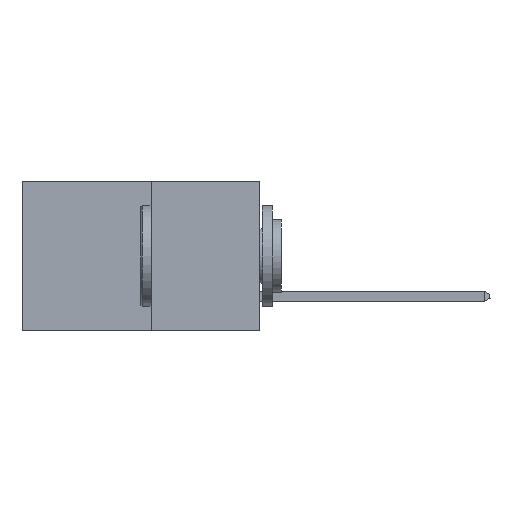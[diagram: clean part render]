
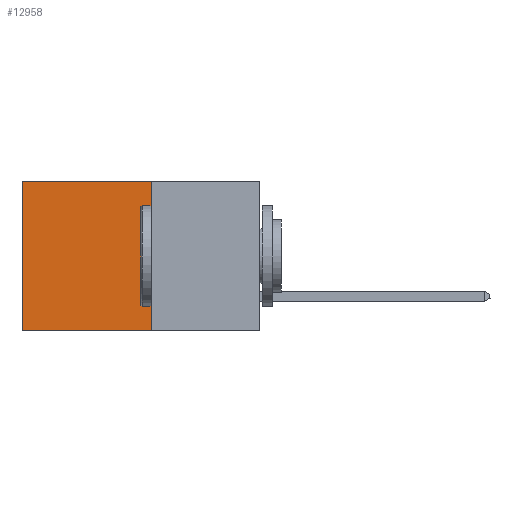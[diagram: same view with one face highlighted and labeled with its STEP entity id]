
A CAD part, left-side view. The second image highlights one B-rep face of the part: STEP entity #12958.
In plain terms, the highlighted planar face has unit normal (-1, 0, 0).
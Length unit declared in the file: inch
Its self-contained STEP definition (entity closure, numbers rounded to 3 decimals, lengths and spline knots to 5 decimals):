
#1853 = ORIENTED_EDGE ( 'NONE', *, *, #11628, .T. ) ;
#1876 = PLANE ( 'NONE',  #15860 ) ;
#2126 = LINE ( 'NONE', #7697, #5605 ) ;
#2320 = ORIENTED_EDGE ( 'NONE', *, *, #14121, .F. ) ;
#2333 = FACE_OUTER_BOUND ( 'NONE', #6121, .T. ) ;
#4847 = DIRECTION ( 'NONE',  ( 0., 0., -1. ) ) ;
#4963 = DIRECTION ( 'NONE',  ( 0., 0., -1. ) ) ;
#5605 = VECTOR ( 'NONE', #15827, 39.37008 ) ;
#6121 = EDGE_LOOP ( 'NONE', ( #1853, #16713, #2320, #13612 ) ) ;
#6294 = EDGE_CURVE ( 'NONE', #8891, #7929, #14845, .T. ) ;
#7336 = VERTEX_POINT ( 'NONE', #11978 ) ;
#7697 = CARTESIAN_POINT ( 'NONE',  ( 0.277, 0.59, -0.37 ) ) ;
#7929 = VERTEX_POINT ( 'NONE', #15722 ) ;
#8472 = EDGE_CURVE ( 'NONE', #7336, #11994, #10978, .T. ) ;
#8528 = CARTESIAN_POINT ( 'NONE',  ( 0.277, 0.27, -0.37 ) ) ;
#8891 = VERTEX_POINT ( 'NONE', #8528 ) ;
#10978 = LINE ( 'NONE', #11752, #14600 ) ;
#11628 = EDGE_CURVE ( 'NONE', #11994, #7929, #2126, .T. ) ;
#11752 = CARTESIAN_POINT ( 'NONE',  ( 0.277, 0.27, 0. ) ) ;
#11837 = CARTESIAN_POINT ( 'NONE',  ( 0.277, 0.27, -0.37 ) ) ;
#11978 = CARTESIAN_POINT ( 'NONE',  ( 0.277, 0.27, 0. ) ) ;
#11994 = VERTEX_POINT ( 'NONE', #13847 ) ;
#12958 = ADVANCED_FACE ( 'NONE', ( #2333 ), #1876, .F. ) ;
#13158 = DIRECTION ( 'NONE',  ( 0., 1., 0. ) ) ;
#13234 = DIRECTION ( 'NONE',  ( 1., 0., 0. ) ) ;
#13612 = ORIENTED_EDGE ( 'NONE', *, *, #8472, .T. ) ;
#13847 = CARTESIAN_POINT ( 'NONE',  ( 0.277, 0.59, 0. ) ) ;
#14121 = EDGE_CURVE ( 'NONE', #7336, #8891, #14346, .T. ) ;
#14346 = LINE ( 'NONE', #17322, #17419 ) ;
#14436 = VECTOR ( 'NONE', #15254, 39.37008 ) ;
#14600 = VECTOR ( 'NONE', #13158, 39.37008 ) ;
#14845 = LINE ( 'NONE', #17868, #14436 ) ;
#15254 = DIRECTION ( 'NONE',  ( 0., 1., 0. ) ) ;
#15722 = CARTESIAN_POINT ( 'NONE',  ( 0.277, 0.59, -0.37 ) ) ;
#15827 = DIRECTION ( 'NONE',  ( 0., 0., -1. ) ) ;
#15860 = AXIS2_PLACEMENT_3D ( 'NONE', #11837, #13234, #4847 ) ;
#16713 = ORIENTED_EDGE ( 'NONE', *, *, #6294, .F. ) ;
#17322 = CARTESIAN_POINT ( 'NONE',  ( 0.277, 0.27, -0.37 ) ) ;
#17419 = VECTOR ( 'NONE', #4963, 39.37008 ) ;
#17868 = CARTESIAN_POINT ( 'NONE',  ( 0.277, 0.27, -0.37 ) ) ;
